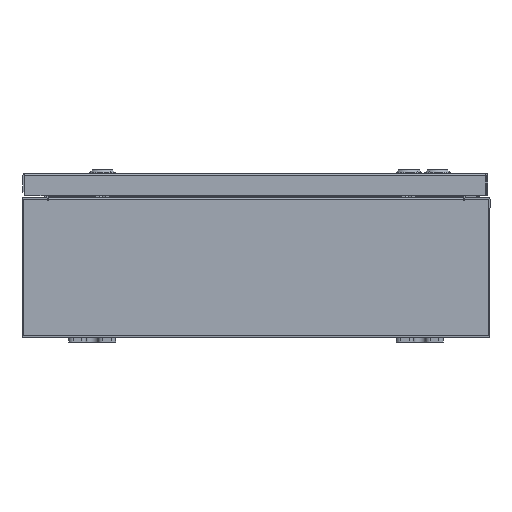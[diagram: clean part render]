
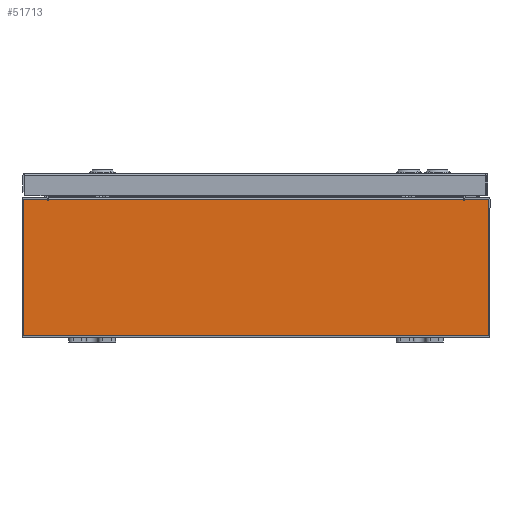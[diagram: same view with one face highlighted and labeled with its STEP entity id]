
A CAD part, front view. The second image highlights one B-rep face of the part: STEP entity #51713.
In plain terms, the highlighted face is planar.
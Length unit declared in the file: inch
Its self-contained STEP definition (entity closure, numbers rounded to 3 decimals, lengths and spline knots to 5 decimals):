
#407 = VERTEX_POINT ( 'NONE', #14403 ) ;
#2170 = VECTOR ( 'NONE', #59084, 39.37008 ) ;
#3693 = LINE ( 'NONE', #54136, #54467 ) ;
#5666 = VERTEX_POINT ( 'NONE', #11665 ) ;
#6324 = ORIENTED_EDGE ( 'NONE', *, *, #52425, .T. ) ;
#6404 = VECTOR ( 'NONE', #62546, 39.37008 ) ;
#6436 = DIRECTION ( 'NONE',  ( 0., 0., -1. ) ) ;
#6467 = DIRECTION ( 'NONE',  ( 0., 0., 1. ) ) ;
#6681 = EDGE_CURVE ( 'NONE', #19554, #23198, #59129, .T. ) ;
#7006 = VERTEX_POINT ( 'NONE', #15995 ) ;
#7181 = VERTEX_POINT ( 'NONE', #26418 ) ;
#8540 = VECTOR ( 'NONE', #44321, 39.37008 ) ;
#9617 = VECTOR ( 'NONE', #60173, 39.37008 ) ;
#11665 = CARTESIAN_POINT ( 'NONE',  ( 8.8872, 0., 2.9123 ) ) ;
#12673 = VERTEX_POINT ( 'NONE', #25418 ) ;
#12887 = ORIENTED_EDGE ( 'NONE', *, *, #6681, .T. ) ;
#13809 = CARTESIAN_POINT ( 'NONE',  ( -8.8872, 0., 0. ) ) ;
#14403 = CARTESIAN_POINT ( 'NONE',  ( -8.8872, 0., 2.87495 ) ) ;
#14829 = EDGE_CURVE ( 'NONE', #12673, #7006, #21251, .T. ) ;
#15410 = CARTESIAN_POINT ( 'NONE',  ( 8.90588, 0., 2.87495 ) ) ;
#15741 = LINE ( 'NONE', #29695, #38852 ) ;
#15934 = PLANE ( 'NONE',  #16352 ) ;
#15959 = EDGE_CURVE ( 'NONE', #53925, #7181, #24171, .T. ) ;
#15995 = CARTESIAN_POINT ( 'NONE',  ( 8.8872, 0., 2.87495 ) ) ;
#16352 = AXIS2_PLACEMENT_3D ( 'NONE', #55390, #35955, #6436 ) ;
#17132 = EDGE_CURVE ( 'NONE', #53925, #12673, #36986, .T. ) ;
#18221 = EDGE_CURVE ( 'NONE', #407, #34660, #45413, .T. ) ;
#18400 = ORIENTED_EDGE ( 'NONE', *, *, #18221, .F. ) ;
#18704 = ORIENTED_EDGE ( 'NONE', *, *, #15959, .T. ) ;
#19484 = LINE ( 'NONE', #13809, #6404 ) ;
#19554 = VERTEX_POINT ( 'NONE', #49331 ) ;
#20334 = VERTEX_POINT ( 'NONE', #62877 ) ;
#20338 = DIRECTION ( 'NONE',  ( 0., 0., -1. ) ) ;
#20506 = EDGE_CURVE ( 'NONE', #26998, #5666, #29897, .T. ) ;
#20836 = ORIENTED_EDGE ( 'NONE', *, *, #44722, .T. ) ;
#21107 = CARTESIAN_POINT ( 'NONE',  ( -9.9253, 0., 2.9253 ) ) ;
#21251 = CIRCLE ( 'NONE', #26363, 0.01868 ) ;
#21637 = DIRECTION ( 'NONE',  ( 0., 1., 0. ) ) ;
#22439 = CARTESIAN_POINT ( 'NONE',  ( -8.92455, 0., 2.87495 ) ) ;
#23198 = VERTEX_POINT ( 'NONE', #53484 ) ;
#23769 = VECTOR ( 'NONE', #36004, 39.37008 ) ;
#24171 = LINE ( 'NONE', #25944, #9617 ) ;
#25418 = CARTESIAN_POINT ( 'NONE',  ( 8.92455, 0., 2.87495 ) ) ;
#25944 = CARTESIAN_POINT ( 'NONE',  ( -9.9253, 0., 2.9253 ) ) ;
#26363 = AXIS2_PLACEMENT_3D ( 'NONE', #15410, #49855, #20338 ) ;
#26418 = CARTESIAN_POINT ( 'NONE',  ( 9.9253, 0., 2.9253 ) ) ;
#26916 = LINE ( 'NONE', #38628, #62810 ) ;
#26998 = VERTEX_POINT ( 'NONE', #44139 ) ;
#29421 = CARTESIAN_POINT ( 'NONE',  ( -9.9253, 0., 2.9253 ) ) ;
#29695 = CARTESIAN_POINT ( 'NONE',  ( 9.9253, 0., 2.9253 ) ) ;
#29897 = LINE ( 'NONE', #54283, #2170 ) ;
#31698 = ORIENTED_EDGE ( 'NONE', *, *, #17132, .F. ) ;
#34307 = EDGE_CURVE ( 'NONE', #34660, #23198, #3693, .T. ) ;
#34660 = VERTEX_POINT ( 'NONE', #22439 ) ;
#35955 = DIRECTION ( 'NONE',  ( 0., -1., 0. ) ) ;
#36004 = DIRECTION ( 'NONE',  ( 0., 0., -1. ) ) ;
#36518 = VECTOR ( 'NONE', #6467, 39.37008 ) ;
#36986 = LINE ( 'NONE', #55434, #23769 ) ;
#38028 = ORIENTED_EDGE ( 'NONE', *, *, #14829, .F. ) ;
#38075 = LINE ( 'NONE', #21107, #62338 ) ;
#38628 = CARTESIAN_POINT ( 'NONE',  ( -9.9253, 0., -2.9253 ) ) ;
#38852 = VECTOR ( 'NONE', #59163, 39.37008 ) ;
#40962 = CARTESIAN_POINT ( 'NONE',  ( 8.8872, 0., 0. ) ) ;
#42053 = EDGE_LOOP ( 'NONE', ( #42333, #18400, #59576, #60272, #51422, #38028, #31698, #18704, #6324, #20836, #58379, #12887 ) ) ;
#42333 = ORIENTED_EDGE ( 'NONE', *, *, #34307, .F. ) ;
#42409 = EDGE_CURVE ( 'NONE', #44984, #19554, #38075, .T. ) ;
#42471 = EDGE_CURVE ( 'NONE', #7006, #5666, #51132, .T. ) ;
#42997 = AXIS2_PLACEMENT_3D ( 'NONE', #51159, #21637, #55959 ) ;
#43131 = DIRECTION ( 'NONE',  ( -1., 0., 0. ) ) ;
#44139 = CARTESIAN_POINT ( 'NONE',  ( -8.8872, 0., 2.9123 ) ) ;
#44321 = DIRECTION ( 'NONE',  ( 1., 0., 0. ) ) ;
#44554 = DIRECTION ( 'NONE',  ( 0., 0., 1. ) ) ;
#44722 = EDGE_CURVE ( 'NONE', #20334, #44984, #26916, .T. ) ;
#44984 = VERTEX_POINT ( 'NONE', #54992 ) ;
#45413 = CIRCLE ( 'NONE', #42997, 0.01868 ) ;
#49331 = CARTESIAN_POINT ( 'NONE',  ( -9.9253, 0., 2.9253 ) ) ;
#49543 = CARTESIAN_POINT ( 'NONE',  ( 8.92455, 0., 2.9253 ) ) ;
#49855 = DIRECTION ( 'NONE',  ( 0., 1., 0. ) ) ;
#50606 = DIRECTION ( 'NONE',  ( 0., 0., 1. ) ) ;
#51132 = LINE ( 'NONE', #40962, #36518 ) ;
#51159 = CARTESIAN_POINT ( 'NONE',  ( -8.90587, 0., 2.87495 ) ) ;
#51422 = ORIENTED_EDGE ( 'NONE', *, *, #42471, .F. ) ;
#51713 = ADVANCED_FACE ( 'NONE', ( #61674 ), #15934, .F. ) ;
#52425 = EDGE_CURVE ( 'NONE', #7181, #20334, #15741, .T. ) ;
#53484 = CARTESIAN_POINT ( 'NONE',  ( -8.92455, 0., 2.9253 ) ) ;
#53925 = VERTEX_POINT ( 'NONE', #49543 ) ;
#54136 = CARTESIAN_POINT ( 'NONE',  ( -8.92455, 0., 0. ) ) ;
#54283 = CARTESIAN_POINT ( 'NONE',  ( -8.8872, 0., 2.9123 ) ) ;
#54467 = VECTOR ( 'NONE', #44554, 39.37008 ) ;
#54992 = CARTESIAN_POINT ( 'NONE',  ( -9.9253, 0., -2.9253 ) ) ;
#55390 = CARTESIAN_POINT ( 'NONE',  ( 0., 0., 0. ) ) ;
#55434 = CARTESIAN_POINT ( 'NONE',  ( 8.92455, 0., 0. ) ) ;
#55959 = DIRECTION ( 'NONE',  ( 0., 0., -1. ) ) ;
#58379 = ORIENTED_EDGE ( 'NONE', *, *, #42409, .T. ) ;
#59084 = DIRECTION ( 'NONE',  ( 1., 0., 0. ) ) ;
#59129 = LINE ( 'NONE', #29421, #8540 ) ;
#59163 = DIRECTION ( 'NONE',  ( 0., 0., -1. ) ) ;
#59576 = ORIENTED_EDGE ( 'NONE', *, *, #60774, .F. ) ;
#60173 = DIRECTION ( 'NONE',  ( 1., 0., 0. ) ) ;
#60272 = ORIENTED_EDGE ( 'NONE', *, *, #20506, .T. ) ;
#60774 = EDGE_CURVE ( 'NONE', #26998, #407, #19484, .T. ) ;
#61674 = FACE_OUTER_BOUND ( 'NONE', #42053, .T. ) ;
#62338 = VECTOR ( 'NONE', #50606, 39.37008 ) ;
#62546 = DIRECTION ( 'NONE',  ( 0., 0., -1. ) ) ;
#62810 = VECTOR ( 'NONE', #43131, 39.37008 ) ;
#62877 = CARTESIAN_POINT ( 'NONE',  ( 9.9253, 0., -2.9253 ) ) ;
